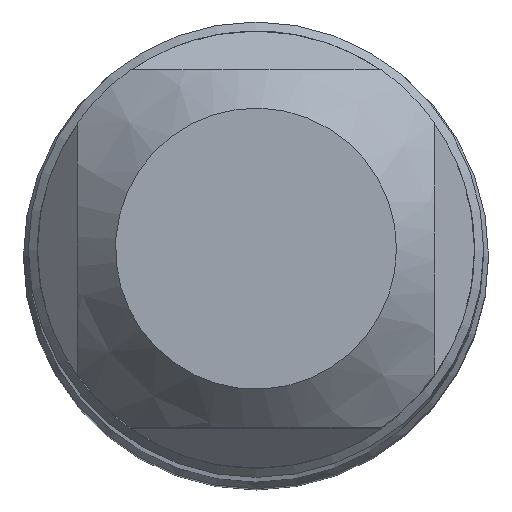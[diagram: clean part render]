
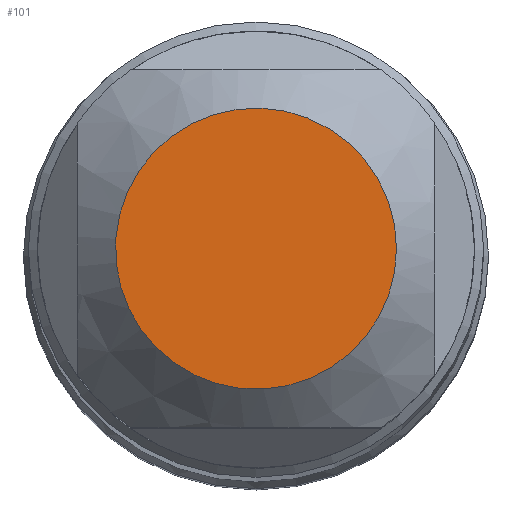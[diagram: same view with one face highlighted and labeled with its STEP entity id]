
A CAD part, top view. The second image highlights one B-rep face of the part: STEP entity #101.
In plain terms, the highlighted planar face has unit normal (0, 0, 1).
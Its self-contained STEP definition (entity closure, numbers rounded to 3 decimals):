
#70=FACE_OUTER_BOUND('',#172,.T.);
#101=ADVANCED_FACE('',(#70),#120,.F.);
#120=PLANE('',#422);
#172=EDGE_LOOP('',(#210));
#210=ORIENTED_EDGE('',*,*,#310,.T.);
#280=VERTEX_POINT('',#617);
#310=EDGE_CURVE('',#280,#280,#348,.T.);
#348=CIRCLE('',#421,2.16);
#421=AXIS2_PLACEMENT_3D('',#616,#491,#492);
#422=AXIS2_PLACEMENT_3D('',#618,#493,#494);
#491=DIRECTION('',(0.,0.,1.));
#492=DIRECTION('',(1.,0.,0.));
#493=DIRECTION('',(0.,0.,-1.));
#494=DIRECTION('',(-1.,0.,0.));
#616=CARTESIAN_POINT('',(0.,0.,0.));
#617=CARTESIAN_POINT('',(2.16,0.,0.));
#618=CARTESIAN_POINT('',(3.8,0.,0.));
